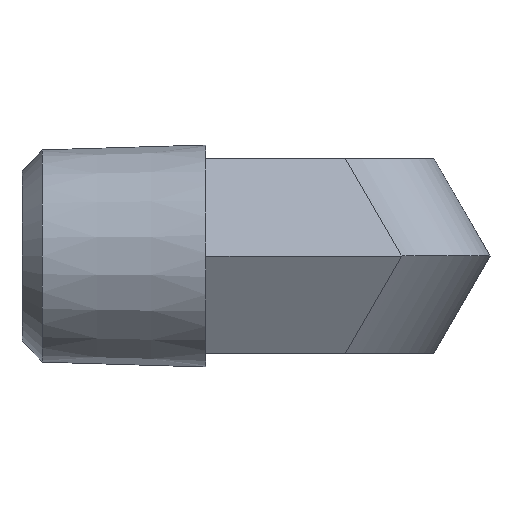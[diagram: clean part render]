
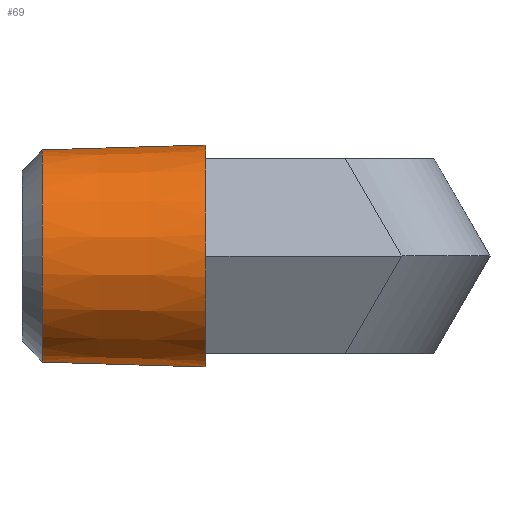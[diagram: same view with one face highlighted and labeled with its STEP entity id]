
A CAD part, left-side view. The second image highlights one B-rep face of the part: STEP entity #69.
In plain terms, the highlighted conical face has half-angle 1.7 degrees and reference radius 6.896 mm.
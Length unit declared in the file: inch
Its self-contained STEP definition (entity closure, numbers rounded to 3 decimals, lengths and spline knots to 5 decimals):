
#15 = CARTESIAN_POINT ( 'NONE',  ( 0., 0.695, 0. ) ) ;
#23 = CARTESIAN_POINT ( 'NONE',  ( 0., 1.09502, 0.25963 ) ) ;
#28 = ORIENTED_EDGE ( 'NONE', *, *, #1224, .T. ) ;
#33 = CARTESIAN_POINT ( 'NONE',  ( 0., 0.695, 0. ) ) ;
#41 = CIRCLE ( 'NONE', #1091, 0.2715 ) ;
#54 = AXIS2_PLACEMENT_3D ( 'NONE', #980, #1203, #594 ) ;
#69 = ADVANCED_FACE ( 'NONE', ( #88 ), #1250, .T. ) ;
#70 = VERTEX_POINT ( 'NONE', #709 ) ;
#88 = FACE_OUTER_BOUND ( 'NONE', #1418, .T. ) ;
#95 = DIRECTION ( 'NONE',  ( 0., 0., 1. ) ) ;
#103 = DIRECTION ( 'NONE',  ( 0., -1., 0. ) ) ;
#122 = VERTEX_POINT ( 'NONE', #1552 ) ;
#130 = DIRECTION ( 'NONE',  ( 0., 0., 1. ) ) ;
#134 = CARTESIAN_POINT ( 'NONE',  ( -0.27141, 0.695, -0.0069 ) ) ;
#146 = CARTESIAN_POINT ( 'NONE',  ( 0., 0.695, 0. ) ) ;
#147 = EDGE_CURVE ( 'NONE', #1160, #1526, #295, .T. ) ;
#149 = DIRECTION ( 'NONE',  ( 0., 0., 1. ) ) ;
#188 = DIRECTION ( 'NONE',  ( 0., 1., 0. ) ) ;
#237 = CARTESIAN_POINT ( 'NONE',  ( 0., 0.695, 0. ) ) ;
#248 = CIRCLE ( 'NONE', #1507, 0.2715 ) ;
#256 = DIRECTION ( 'NONE',  ( 0., -1., -0.03 ) ) ;
#258 = EDGE_CURVE ( 'NONE', #1475, #1415, #544, .T. ) ;
#272 = DIRECTION ( 'NONE',  ( 0., 0., 1. ) ) ;
#284 = EDGE_CURVE ( 'NONE', #70, #122, #463, .T. ) ;
#295 = CIRCLE ( 'NONE', #1525, 0.2715 ) ;
#314 = VERTEX_POINT ( 'NONE', #386 ) ;
#351 = ORIENTED_EDGE ( 'NONE', *, *, #1335, .F. ) ;
#353 = CARTESIAN_POINT ( 'NONE',  ( 0., 0.695, 0.2715 ) ) ;
#355 = AXIS2_PLACEMENT_3D ( 'NONE', #834, #103, #946 ) ;
#360 = DIRECTION ( 'NONE',  ( 0., 0., 1. ) ) ;
#386 = CARTESIAN_POINT ( 'NONE',  ( -0.14168, 0.695, -0.2316 ) ) ;
#459 = LINE ( 'NONE', #353, #1055 ) ;
#463 = LINE ( 'NONE', #1455, #740 ) ;
#482 = DIRECTION ( 'NONE',  ( 0., 1., 0. ) ) ;
#517 = CIRCLE ( 'NONE', #1015, 0.2715 ) ;
#522 = VERTEX_POINT ( 'NONE', #1405 ) ;
#544 = CIRCLE ( 'NONE', #891, 0.2715 ) ;
#551 = CARTESIAN_POINT ( 'NONE',  ( -0.27141, 0.695, 0.0069 ) ) ;
#567 = EDGE_CURVE ( 'NONE', #314, #1160, #1399, .T. ) ;
#594 = DIRECTION ( 'NONE',  ( 0., 0., 1. ) ) ;
#609 = EDGE_CURVE ( 'NONE', #1359, #70, #842, .T. ) ;
#664 = AXIS2_PLACEMENT_3D ( 'NONE', #33, #879, #149 ) ;
#709 = CARTESIAN_POINT ( 'NONE',  ( 0., 1.09502, -0.25963 ) ) ;
#740 = VECTOR ( 'NONE', #256, 39.37008 ) ;
#745 = EDGE_CURVE ( 'NONE', #522, #1475, #248, .T. ) ;
#755 = AXIS2_PLACEMENT_3D ( 'NONE', #1535, #828, #95 ) ;
#828 = DIRECTION ( 'NONE',  ( 0., 1., 0. ) ) ;
#831 = ORIENTED_EDGE ( 'NONE', *, *, #284, .T. ) ;
#834 = CARTESIAN_POINT ( 'NONE',  ( 0., 1.09502, 0. ) ) ;
#842 = CIRCLE ( 'NONE', #355, 0.25963 ) ;
#861 = DIRECTION ( 'NONE',  ( 0., 1., 0. ) ) ;
#879 = DIRECTION ( 'NONE',  ( 0., 1., 0. ) ) ;
#891 = AXIS2_PLACEMENT_3D ( 'NONE', #15, #861, #130 ) ;
#892 = CARTESIAN_POINT ( 'NONE',  ( -0.12973, 0.695, 0.2385 ) ) ;
#910 = CARTESIAN_POINT ( 'NONE',  ( 0., 0.695, 0. ) ) ;
#946 = DIRECTION ( 'NONE',  ( 0., 0., -1. ) ) ;
#974 = VERTEX_POINT ( 'NONE', #1536 ) ;
#980 = CARTESIAN_POINT ( 'NONE',  ( 0., 0.695, 0. ) ) ;
#992 = DIRECTION ( 'NONE',  ( 0., 1., 0. ) ) ;
#1015 = AXIS2_PLACEMENT_3D ( 'NONE', #237, #1080, #360 ) ;
#1023 = DIRECTION ( 'NONE',  ( 0., 0., 1. ) ) ;
#1037 = EDGE_CURVE ( 'NONE', #974, #314, #517, .T. ) ;
#1047 = ORIENTED_EDGE ( 'NONE', *, *, #609, .T. ) ;
#1055 = VECTOR ( 'NONE', #1554, 39.37008 ) ;
#1080 = DIRECTION ( 'NONE',  ( 0., 1., 0. ) ) ;
#1091 = AXIS2_PLACEMENT_3D ( 'NONE', #910, #188, #1023 ) ;
#1105 = ORIENTED_EDGE ( 'NONE', *, *, #745, .T. ) ;
#1160 = VERTEX_POINT ( 'NONE', #134 ) ;
#1198 = CARTESIAN_POINT ( 'NONE',  ( 0., 0.695, 0. ) ) ;
#1203 = DIRECTION ( 'NONE',  ( 0., -1., 0. ) ) ;
#1224 = EDGE_CURVE ( 'NONE', #1526, #522, #1522, .T. ) ;
#1237 = CARTESIAN_POINT ( 'NONE',  ( 0., 0.695, 0.2715 ) ) ;
#1250 = CONICAL_SURFACE ( 'NONE', #54, 0.2715, 0.03 ) ;
#1266 = ORIENTED_EDGE ( 'NONE', *, *, #1518, .T. ) ;
#1286 = ORIENTED_EDGE ( 'NONE', *, *, #1037, .T. ) ;
#1294 = ORIENTED_EDGE ( 'NONE', *, *, #258, .T. ) ;
#1318 = DIRECTION ( 'NONE',  ( 0., 0., 1. ) ) ;
#1335 = EDGE_CURVE ( 'NONE', #1359, #1415, #459, .T. ) ;
#1359 = VERTEX_POINT ( 'NONE', #23 ) ;
#1399 = CIRCLE ( 'NONE', #755, 0.2715 ) ;
#1405 = CARTESIAN_POINT ( 'NONE',  ( -0.14168, 0.695, 0.2316 ) ) ;
#1415 = VERTEX_POINT ( 'NONE', #1237 ) ;
#1418 = EDGE_LOOP ( 'NONE', ( #1047, #831, #1266, #1286, #1471, #1493, #28, #1105, #1294, #351 ) ) ;
#1455 = CARTESIAN_POINT ( 'NONE',  ( 0., 0.695, -0.2715 ) ) ;
#1471 = ORIENTED_EDGE ( 'NONE', *, *, #567, .T. ) ;
#1475 = VERTEX_POINT ( 'NONE', #892 ) ;
#1493 = ORIENTED_EDGE ( 'NONE', *, *, #147, .T. ) ;
#1507 = AXIS2_PLACEMENT_3D ( 'NONE', #146, #992, #272 ) ;
#1518 = EDGE_CURVE ( 'NONE', #122, #974, #41, .T. ) ;
#1522 = CIRCLE ( 'NONE', #664, 0.2715 ) ;
#1525 = AXIS2_PLACEMENT_3D ( 'NONE', #1198, #482, #1318 ) ;
#1526 = VERTEX_POINT ( 'NONE', #551 ) ;
#1535 = CARTESIAN_POINT ( 'NONE',  ( 0., 0.695, 0. ) ) ;
#1536 = CARTESIAN_POINT ( 'NONE',  ( -0.12973, 0.695, -0.2385 ) ) ;
#1552 = CARTESIAN_POINT ( 'NONE',  ( 0., 0.695, -0.2715 ) ) ;
#1554 = DIRECTION ( 'NONE',  ( 0., -1., 0.03 ) ) ;
